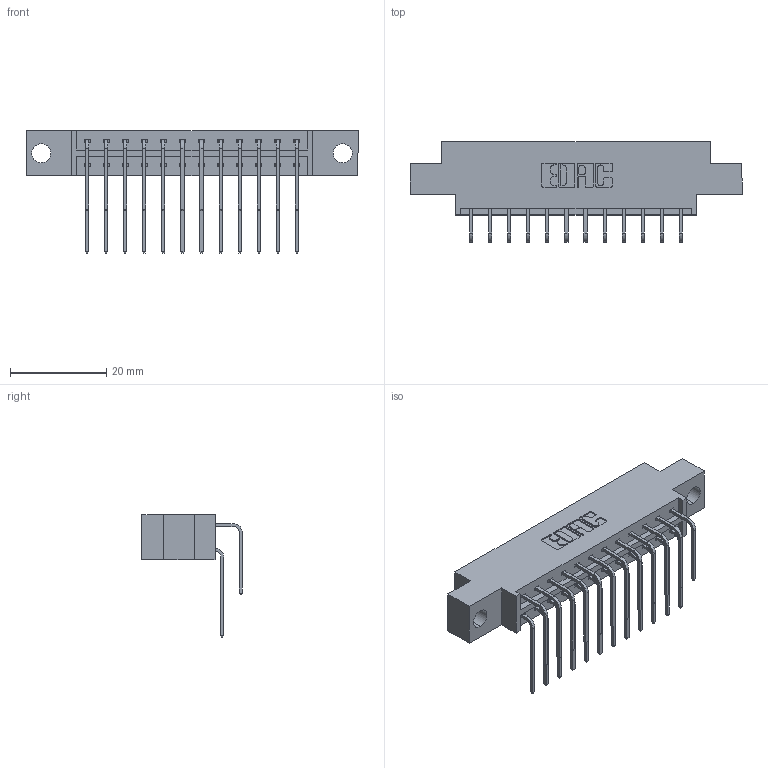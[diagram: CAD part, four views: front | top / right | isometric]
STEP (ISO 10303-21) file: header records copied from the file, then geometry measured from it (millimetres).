
FILE_DESCRIPTION (( 'STEP AP203' ), '1' );
FILE_NAME ('333-024-559-804.STEP', '2018-08-02T11:48:42', ( '' ), ( '' ), 'SwSTEP 2.0', 'SolidWorks 2016', '' );
FILE_SCHEMA (( 'CONFIG_CONTROL_DESIGN' ));
Length unit declared in the file: inch
Products named in the file (4): 333 Part_Offset - .156 Dia - TH; 345-292-001_559 Tail - 2; 345-292-001_558 559 Tail - 1; 333-024-559-804
Assembly tree (25 placements, depth 2):
  333-024-559-804
    333 Part_Offset - .156 Dia - TH
    345-292-001_558 559 Tail - 1  x12
    345-292-001_559 Tail - 2  x12
Bounding box: 69.09 x 20.9 x 25.53 mm (x, y, z)
Volume: 6595.7 mm3; surface area: 8185.3 mm2
Topology: 25 solids, 25 shells, 1414 faces, 4187 edges, 2758 vertices
Faces by surface type: plane 986, cylinder 428
Entity records: 13519 total; most frequent: CARTESIAN_POINT 2329, ORIENTED_EDGE 2214, DIRECTION 2023, EDGE_CURVE 1107, LINE 939, VECTOR 939, VERTEX_POINT 734, AXIS2_PLACEMENT_3D 542
